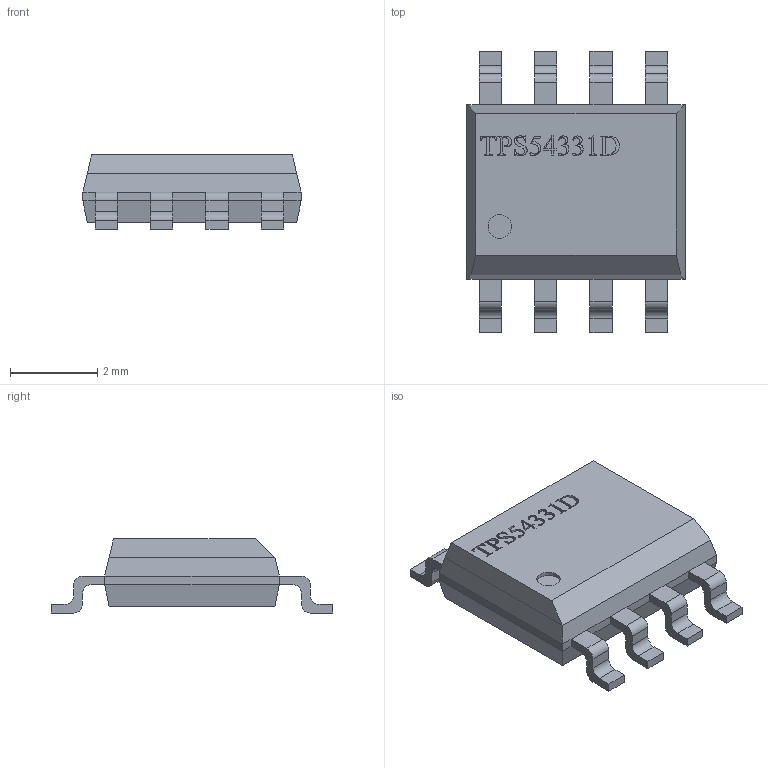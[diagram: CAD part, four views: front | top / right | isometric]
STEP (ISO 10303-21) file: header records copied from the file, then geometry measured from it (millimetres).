
FILE_DESCRIPTION(('FreeCAD Model'),'2;1');
FILE_NAME('Open CASCADE Shape Model','2024-07-21T09:45:48',(''),(''), 'Open CASCADE STEP processor 7.6','FreeCAD','Unknown');
FILE_SCHEMA(('AUTOMOTIVE_DESIGN { 1 0 10303 214 1 1 1 1 }'));
Length unit declared in the file: millimetre
Products named in the file (1): Body
Bounding box: 5 x 6.44 x 1.7 mm (x, y, z)
Volume: 30.2 mm3; surface area: 83.3 mm2
Topology: 1 solids, 1 shells, 382 faces, 1057 edges, 690 vertices
Faces by surface type: plane 171, extrusion 166, cylinder 33, bspline 12
Full cylindrical faces by diameter (mm): 0.54 x1
Entity records: 26358 total; most frequent: CARTESIAN_POINT 6174, DIRECTION 3080, VECTOR 2505, LINE 2339, ORIENTED_EDGE 2114, PCURVE 2114, DEFINITIONAL_REPRESENTATION 2114, EDGE_CURVE 1057
